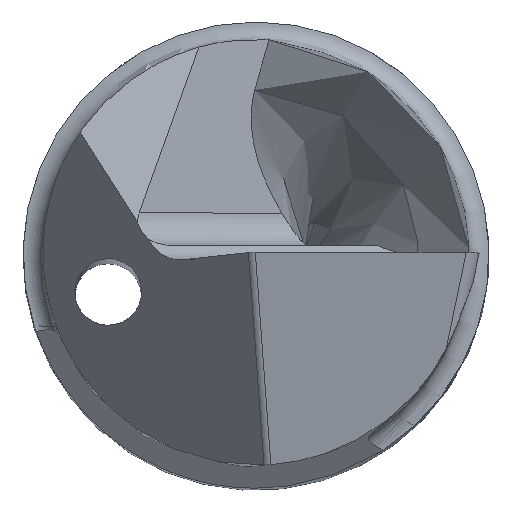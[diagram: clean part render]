
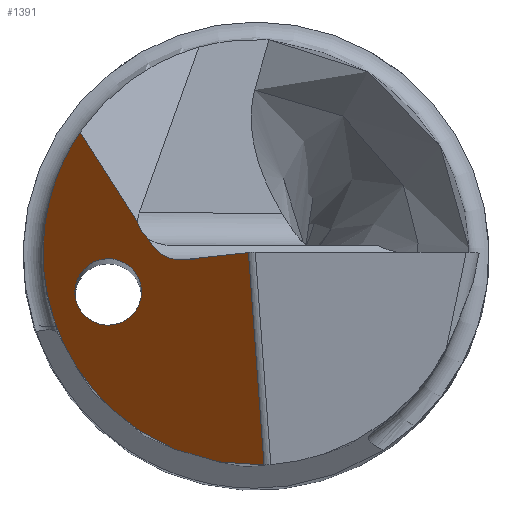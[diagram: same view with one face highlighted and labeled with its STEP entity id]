
A CAD part, top view. The second image highlights one B-rep face of the part: STEP entity #1391.
In plain terms, the highlighted planar face has unit normal (-0.696, -0.174, 0.696).
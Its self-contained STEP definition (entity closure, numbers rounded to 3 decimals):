
#14 =( BOUNDED_CURVE ( )  B_SPLINE_CURVE ( 3, ( #659, #1537, #409, #936, #27, #1417, #165 ),
 .UNSPECIFIED., .T., .T. ) 
 B_SPLINE_CURVE_WITH_KNOTS ( ( 4, 3, 4 ),
 ( 0., 3.142, 6.283 ),
 .UNSPECIFIED. ) 
 CURVE ( )  GEOMETRIC_REPRESENTATION_ITEM ( )  RATIONAL_B_SPLINE_CURVE ( ( 1., 0.333, 0.333, 1., 0.333, 0.333, 1. ) ) 
 REPRESENTATION_ITEM ( '' )  );
#15 = VECTOR ( 'NONE', #522, 1000. ) ;
#27 = CARTESIAN_POINT ( 'NONE',  ( -1.495, -1.445, 45.207 ) ) ;
#105 = EDGE_CURVE ( 'NONE', #206, #461, #1397, .T. ) ;
#113 = EDGE_CURVE ( 'NONE', #724, #461, #417, .T. ) ;
#133 = CARTESIAN_POINT ( 'NONE',  ( -1.684, 0.254, 45.441 ) ) ;
#164 = VERTEX_POINT ( 'NONE', #815 ) ;
#165 = CARTESIAN_POINT ( 'NONE',  ( -2.707, -0.716, 44.177 ) ) ;
#206 = VERTEX_POINT ( 'NONE', #681 ) ;
#241 = CARTESIAN_POINT ( 'NONE',  ( -1.313, -0.137, 45.715 ) ) ;
#256 = LINE ( 'NONE', #641, #1564 ) ;
#317 = EDGE_LOOP ( 'NONE', ( #703, #1231, #1101, #582, #1568, #833 ) ) ;
#351 = EDGE_CURVE ( 'NONE', #1450, #164, #256, .T. ) ;
#406 =( BOUNDED_CURVE ( )  B_SPLINE_CURVE ( 3, ( #985, #241, #889, #745 ),
 .UNSPECIFIED., .F., .T. ) 
 B_SPLINE_CURVE_WITH_KNOTS ( ( 4, 4 ),
 ( 1.222, 2.67 ),
 .UNSPECIFIED. ) 
 CURVE ( )  GEOMETRIC_REPRESENTATION_ITEM ( )  RATIONAL_B_SPLINE_CURVE ( ( 1., 0.833, 0.833, 1. ) ) 
 REPRESENTATION_ITEM ( '' )  );
#409 = CARTESIAN_POINT ( 'NONE',  ( -1.978, 0.496, 45.207 ) ) ;
#417 =( BOUNDED_CURVE ( )  B_SPLINE_CURVE ( 3, ( #639, #871, #1129, #1406 ),
 .UNSPECIFIED., .F., .T. ) 
 B_SPLINE_CURVE_WITH_KNOTS ( ( 4, 4 ),
 ( 4.92, 7.127 ),
 .UNSPECIFIED. ) 
 CURVE ( )  GEOMETRIC_REPRESENTATION_ITEM ( )  RATIONAL_B_SPLINE_CURVE ( ( 1., 0.633, 0.633, 1. ) ) 
 REPRESENTATION_ITEM ( '' )  );
#452 =( BOUNDED_CURVE ( )  B_SPLINE_CURVE ( 3, ( #609, #133, #1124, #1107 ),
 .UNSPECIFIED., .F., .T. ) 
 B_SPLINE_CURVE_WITH_KNOTS ( ( 4, 4 ),
 ( 0.619, 1.245 ),
 .UNSPECIFIED. ) 
 CURVE ( )  GEOMETRIC_REPRESENTATION_ITEM ( )  RATIONAL_B_SPLINE_CURVE ( ( 1., 0.968, 0.968, 1. ) ) 
 REPRESENTATION_ITEM ( '' )  );
#461 = VERTEX_POINT ( 'NONE', #533 ) ;
#491 = EDGE_CURVE ( 'NONE', #724, #1450, #1630, .T. ) ;
#522 = DIRECTION ( 'NONE',  ( -0.072, 0.982, 0.173 ) ) ;
#533 = CARTESIAN_POINT ( 'NONE',  ( -2.641, 1.806, 44.871 ) ) ;
#574 = VERTEX_POINT ( 'NONE', #774 ) ;
#582 = ORIENTED_EDGE ( 'NONE', *, *, #113, .F. ) ;
#609 = CARTESIAN_POINT ( 'NONE',  ( -1.615, 0.193, 45.495 ) ) ;
#639 = CARTESIAN_POINT ( 'NONE',  ( 0.119, -3.198, 46.384 ) ) ;
#641 = CARTESIAN_POINT ( 'NONE',  ( -0.015, 0.003, 47.048 ) ) ;
#659 = CARTESIAN_POINT ( 'NONE',  ( -2.707, -0.716, 44.177 ) ) ;
#681 = CARTESIAN_POINT ( 'NONE',  ( -1.776, 0.44, 45.396 ) ) ;
#696 = EDGE_LOOP ( 'NONE', ( #1220 ) ) ;
#703 = ORIENTED_EDGE ( 'NONE', *, *, #830, .T. ) ;
#724 = VERTEX_POINT ( 'NONE', #1224 ) ;
#726 = DIRECTION ( 'NONE',  ( 0.707, 0., 0.707 ) ) ;
#745 = CARTESIAN_POINT ( 'NONE',  ( -1.615, 0.193, 45.495 ) ) ;
#754 = CARTESIAN_POINT ( 'NONE',  ( -0.925, -0.904, 45.912 ) ) ;
#774 = CARTESIAN_POINT ( 'NONE',  ( -1.615, 0.193, 45.495 ) ) ;
#815 = CARTESIAN_POINT ( 'NONE',  ( -1.107, -0.115, 45.926 ) ) ;
#825 = FACE_BOUND ( 'NONE', #696, .T. ) ;
#830 = EDGE_CURVE ( 'NONE', #164, #574, #406, .T. ) ;
#833 = ORIENTED_EDGE ( 'NONE', *, *, #351, .T. ) ;
#834 = CARTESIAN_POINT ( 'NONE',  ( -0.033, 0.1, 47.055 ) ) ;
#871 = CARTESIAN_POINT ( 'NONE',  ( -2.886, -3.31, 43.35 ) ) ;
#889 = CARTESIAN_POINT ( 'NONE',  ( -1.516, -0.014, 45.543 ) ) ;
#916 = EDGE_CURVE ( 'NONE', #574, #206, #452, .T. ) ;
#936 = CARTESIAN_POINT ( 'NONE',  ( -1.736, -0.474, 45.207 ) ) ;
#985 = CARTESIAN_POINT ( 'NONE',  ( -1.107, -0.115, 45.926 ) ) ;
#998 = CARTESIAN_POINT ( 'NONE',  ( -0.124, 0.109, 46.966 ) ) ;
#1003 = EDGE_CURVE ( 'NONE', #1108, #1108, #14, .T. ) ;
#1070 = FACE_OUTER_BOUND ( 'NONE', #317, .T. ) ;
#1094 = AXIS2_PLACEMENT_3D ( 'NONE', #834, #1336, #726 ) ;
#1101 = ORIENTED_EDGE ( 'NONE', *, *, #105, .T. ) ;
#1107 = CARTESIAN_POINT ( 'NONE',  ( -1.776, 0.44, 45.396 ) ) ;
#1108 = VERTEX_POINT ( 'NONE', #1595 ) ;
#1124 = CARTESIAN_POINT ( 'NONE',  ( -1.739, 0.339, 45.407 ) ) ;
#1129 = CARTESIAN_POINT ( 'NONE',  ( -4.339, -0.676, 42.554 ) ) ;
#1139 = DIRECTION ( 'NONE',  ( -0.696, -0.075, -0.714 ) ) ;
#1200 = PLANE ( 'NONE',  #1094 ) ;
#1220 = ORIENTED_EDGE ( 'NONE', *, *, #1003, .T. ) ;
#1224 = CARTESIAN_POINT ( 'NONE',  ( 0.119, -3.198, 46.384 ) ) ;
#1231 = ORIENTED_EDGE ( 'NONE', *, *, #916, .T. ) ;
#1251 = VECTOR ( 'NONE', #1261, 1000. ) ;
#1261 = DIRECTION ( 'NONE',  ( -0.509, 0.804, -0.308 ) ) ;
#1291 = CARTESIAN_POINT ( 'NONE',  ( -0.115, -0.008, 46.945 ) ) ;
#1336 = DIRECTION ( 'NONE',  ( -0.696, -0.174, 0.696 ) ) ;
#1391 = ADVANCED_FACE ( 'NONE', ( #825, #1070 ), #1200, .T. ) ;
#1397 = LINE ( 'NONE', #754, #1251 ) ;
#1406 = CARTESIAN_POINT ( 'NONE',  ( -2.641, 1.806, 44.871 ) ) ;
#1417 = CARTESIAN_POINT ( 'NONE',  ( -2.465, -1.687, 44.177 ) ) ;
#1450 = VERTEX_POINT ( 'NONE', #1291 ) ;
#1537 = CARTESIAN_POINT ( 'NONE',  ( -2.949, 0.254, 44.177 ) ) ;
#1564 = VECTOR ( 'NONE', #1139, 1000. ) ;
#1568 = ORIENTED_EDGE ( 'NONE', *, *, #491, .T. ) ;
#1595 = CARTESIAN_POINT ( 'NONE',  ( -2.707, -0.716, 44.177 ) ) ;
#1630 = LINE ( 'NONE', #998, #15 ) ;
